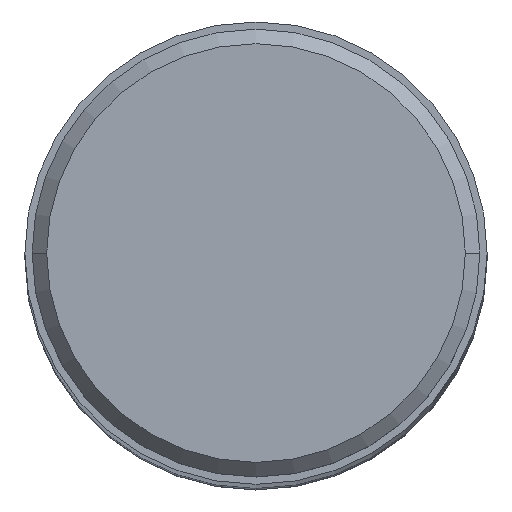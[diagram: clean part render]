
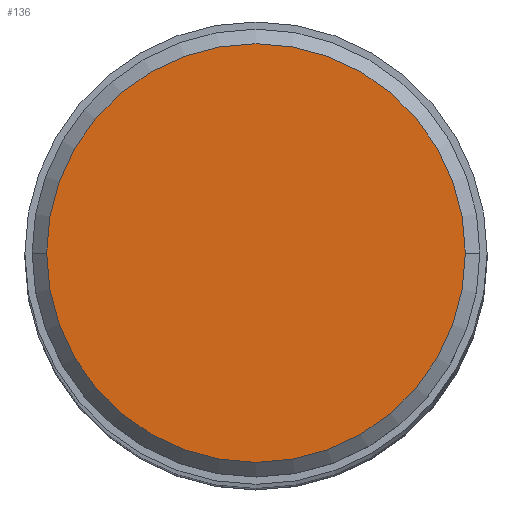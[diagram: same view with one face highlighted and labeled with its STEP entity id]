
A CAD part, top view. The second image highlights one B-rep face of the part: STEP entity #136.
In plain terms, the highlighted planar face has unit normal (0, 0, 1).
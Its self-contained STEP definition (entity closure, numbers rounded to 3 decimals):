
#46=PLANE('',#1062);
#136=ADVANCED_FACE('',(#196),#46,.T.);
#196=FACE_OUTER_BOUND('',#250,.T.);
#250=EDGE_LOOP('',(#464,#465,#466,#467));
#464=ORIENTED_EDGE('',*,*,#644,.T.);
#465=ORIENTED_EDGE('',*,*,#642,.T.);
#466=ORIENTED_EDGE('',*,*,#641,.T.);
#467=ORIENTED_EDGE('',*,*,#645,.T.);
#532=VERTEX_POINT('',#1666);
#533=VERTEX_POINT('',#1668);
#534=VERTEX_POINT('',#1670);
#535=VERTEX_POINT('',#1674);
#641=EDGE_CURVE('',#533,#532,#742,.T.);
#642=EDGE_CURVE('',#534,#533,#743,.T.);
#644=EDGE_CURVE('',#535,#534,#744,.T.);
#645=EDGE_CURVE('',#532,#535,#745,.T.);
#742=CIRCLE('',#1056,14.375);
#743=CIRCLE('',#1057,14.375);
#744=CIRCLE('',#1059,14.375);
#745=CIRCLE('',#1060,14.375);
#1056=AXIS2_PLACEMENT_3D('',#1667,#1384,#1385);
#1057=AXIS2_PLACEMENT_3D('',#1669,#1386,#1387);
#1059=AXIS2_PLACEMENT_3D('',#1673,#1391,#1392);
#1060=AXIS2_PLACEMENT_3D('',#1675,#1393,#1394);
#1062=AXIS2_PLACEMENT_3D('',#1677,#1397,#1398);
#1384=DIRECTION('',(0.,0.,1.));
#1385=DIRECTION('',(0.,-1.,0.));
#1386=DIRECTION('',(0.,0.,1.));
#1387=DIRECTION('',(-1.,0.,0.));
#1391=DIRECTION('',(0.,0.,1.));
#1392=DIRECTION('',(0.,1.,0.));
#1393=DIRECTION('',(0.,0.,1.));
#1394=DIRECTION('',(1.,0.,0.));
#1397=DIRECTION('',(0.,0.,1.));
#1398=DIRECTION('',(1.,0.,0.));
#1666=CARTESIAN_POINT('',(14.375,0.,0.));
#1667=CARTESIAN_POINT('',(0.,0.,0.));
#1668=CARTESIAN_POINT('',(0.,-14.375,0.));
#1669=CARTESIAN_POINT('',(0.,0.,0.));
#1670=CARTESIAN_POINT('',(-14.375,0.,0.));
#1673=CARTESIAN_POINT('',(0.,0.,0.));
#1674=CARTESIAN_POINT('',(0.,14.375,0.));
#1675=CARTESIAN_POINT('',(0.,0.,0.));
#1677=CARTESIAN_POINT('',(0.,0.001,0.));
